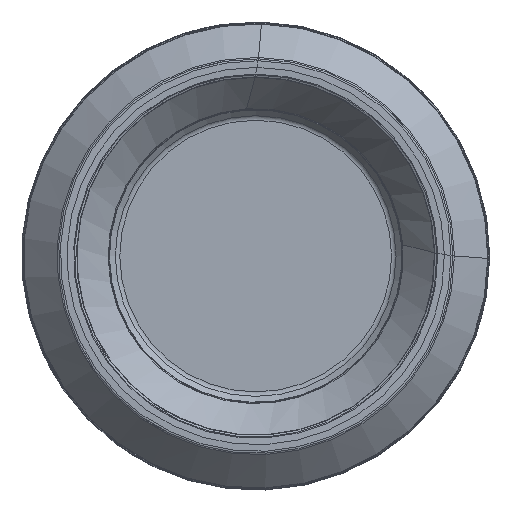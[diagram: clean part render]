
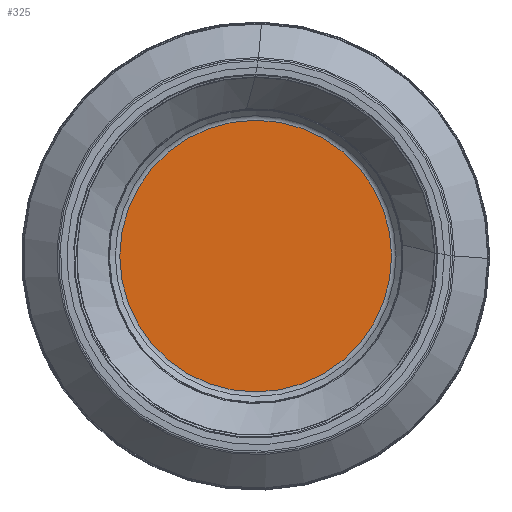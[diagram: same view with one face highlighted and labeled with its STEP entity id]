
A CAD part, left-side view. The second image highlights one B-rep face of the part: STEP entity #325.
In plain terms, the highlighted planar face has unit normal (-1, 0, 0).
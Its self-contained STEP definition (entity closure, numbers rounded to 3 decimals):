
#71=PLANE('',#1385);
#325=ADVANCED_FACE('',(#455),#71,.F.);
#455=FACE_OUTER_BOUND('',#555,.T.);
#555=EDGE_LOOP('',(#969));
#677=CIRCLE('',#1383,21.697);
#969=ORIENTED_EDGE('',*,*,#1197,.T.);
#1051=VERTEX_POINT('',#3111);
#1197=EDGE_CURVE('',#1051,#1051,#677,.T.);
#1383=AXIS2_PLACEMENT_3D('',#3110,#1686,#1687);
#1385=AXIS2_PLACEMENT_3D('',#3113,#1690,#1691);
#1686=DIRECTION('',(-1.,0.,0.));
#1687=DIRECTION('',(0.,0.,1.));
#1690=DIRECTION('',(1.,0.,0.));
#1691=DIRECTION('',(0.,0.,-1.));
#3110=CARTESIAN_POINT('',(8.,0.,0.));
#3111=CARTESIAN_POINT('',(8.,0.,21.697));
#3113=CARTESIAN_POINT('',(8.,21.697,0.));
